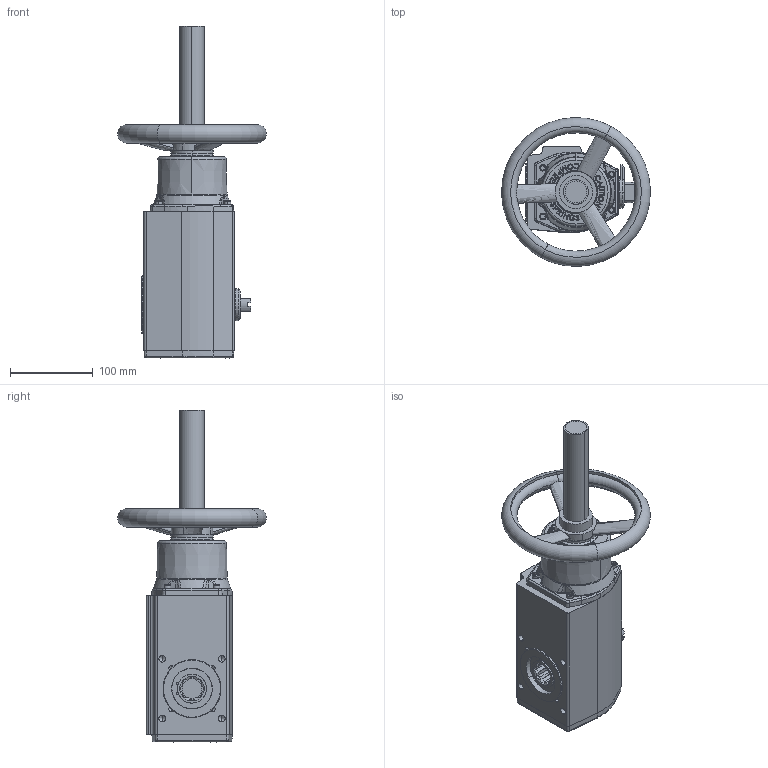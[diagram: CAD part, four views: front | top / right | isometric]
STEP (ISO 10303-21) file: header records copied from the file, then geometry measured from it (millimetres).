
FILE_DESCRIPTION (( 'STEP AP203' ), '1' );
FILE_NAME ('018592.STEP', '2018-08-17T09:36:36', ( '' ), ( '' ), 'SwSTEP 2.0', 'SolidWorks 2018', '' );
FILE_SCHEMA (( 'CONFIG_CONTROL_DESIGN' ));
Length unit declared in the file: millimetre
Products named in the file (1): 018592
Bounding box: 179.88 x 179.88 x 401.2 mm (x, y, z)
Volume: 2442340.2 mm3; surface area: 183117 mm2
Topology: 1 solids, 5 shells, 1564 faces, 3642 edges, 2143 vertices
Faces by surface type: cylinder 506, bspline 493, plane 404, cone 96, torus 65
Full cylindrical faces by diameter (mm): 3.5 x1
Entity records: 72236 total; most frequent: CARTESIAN_POINT 41352, ORIENTED_EDGE 7216, DIRECTION 5094, EDGE_CURVE 3608, VERTEX_POINT 2145, AXIS2_PLACEMENT_3D 1781, EDGE_LOOP 1665, ADVANCED_FACE 1564
